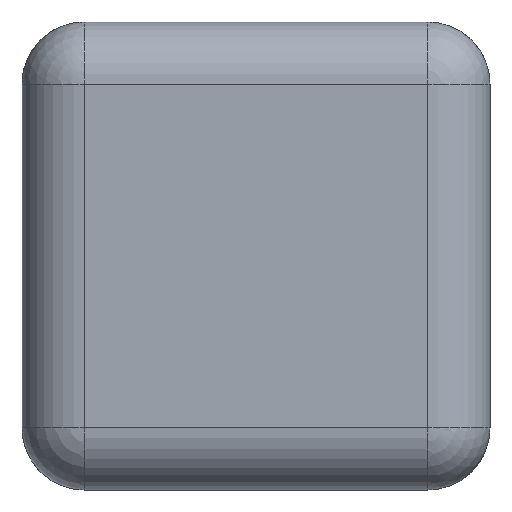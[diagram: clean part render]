
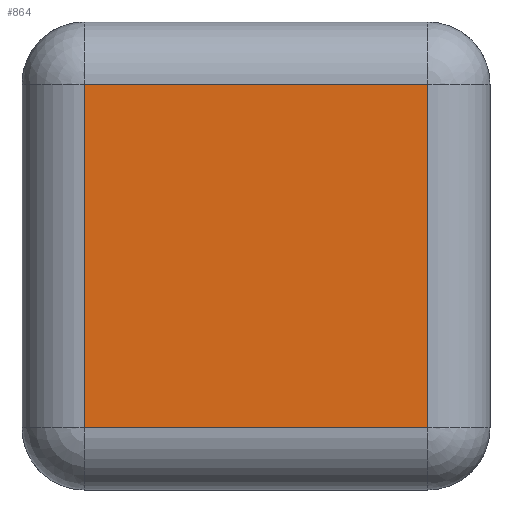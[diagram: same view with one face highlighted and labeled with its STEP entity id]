
A CAD part, left-side view. The second image highlights one B-rep face of the part: STEP entity #864.
In plain terms, the highlighted planar face has unit normal (-1, 0, 0).
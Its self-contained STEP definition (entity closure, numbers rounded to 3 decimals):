
#38=PLANE('',#958);
#85=FACE_OUTER_BOUND('',#139,.T.);
#139=EDGE_LOOP('',(#658,#659,#660,#661));
#183=LINE('',#1836,#227);
#184=LINE('',#1838,#228);
#185=LINE('',#1840,#229);
#186=LINE('',#1842,#230);
#227=VECTOR('',#1128,1.);
#228=VECTOR('',#1131,1.);
#229=VECTOR('',#1134,1.);
#230=VECTOR('',#1137,1.);
#358=VERTEX_POINT('',#1816);
#359=VERTEX_POINT('',#1822);
#360=VERTEX_POINT('',#1826);
#361=VERTEX_POINT('',#1832);
#460=EDGE_CURVE('',#361,#360,#183,.T.);
#461=EDGE_CURVE('',#358,#359,#184,.T.);
#462=EDGE_CURVE('',#359,#361,#185,.T.);
#463=EDGE_CURVE('',#358,#360,#186,.T.);
#658=ORIENTED_EDGE('',*,*,#462,.T.);
#659=ORIENTED_EDGE('',*,*,#460,.T.);
#660=ORIENTED_EDGE('',*,*,#463,.F.);
#661=ORIENTED_EDGE('',*,*,#461,.T.);
#864=ADVANCED_FACE('',(#85),#38,.F.);
#958=AXIS2_PLACEMENT_3D('',#1843,#1138,#1139);
#1128=DIRECTION('',(0.,0.,1.));
#1131=DIRECTION('',(0.,0.,-1.));
#1134=DIRECTION('',(0.,-1.,0.));
#1137=DIRECTION('',(0.,-1.,0.));
#1138=DIRECTION('center_axis',(1.,0.,0.));
#1139=DIRECTION('ref_axis',(0.,0.,1.));
#1816=CARTESIAN_POINT('',(-0.3,0.11,0.26));
#1822=CARTESIAN_POINT('',(-0.3,0.11,0.04));
#1826=CARTESIAN_POINT('',(-0.3,-0.11,0.26));
#1832=CARTESIAN_POINT('',(-0.3,-0.11,0.04));
#1836=CARTESIAN_POINT('',(-0.3,-0.11,0.26));
#1838=CARTESIAN_POINT('',(-0.3,0.11,0.04));
#1840=CARTESIAN_POINT('',(-0.3,0.15,0.04));
#1842=CARTESIAN_POINT('',(-0.3,0.15,0.26));
#1843=CARTESIAN_POINT('Origin',(-0.3,0.15,0.26));
